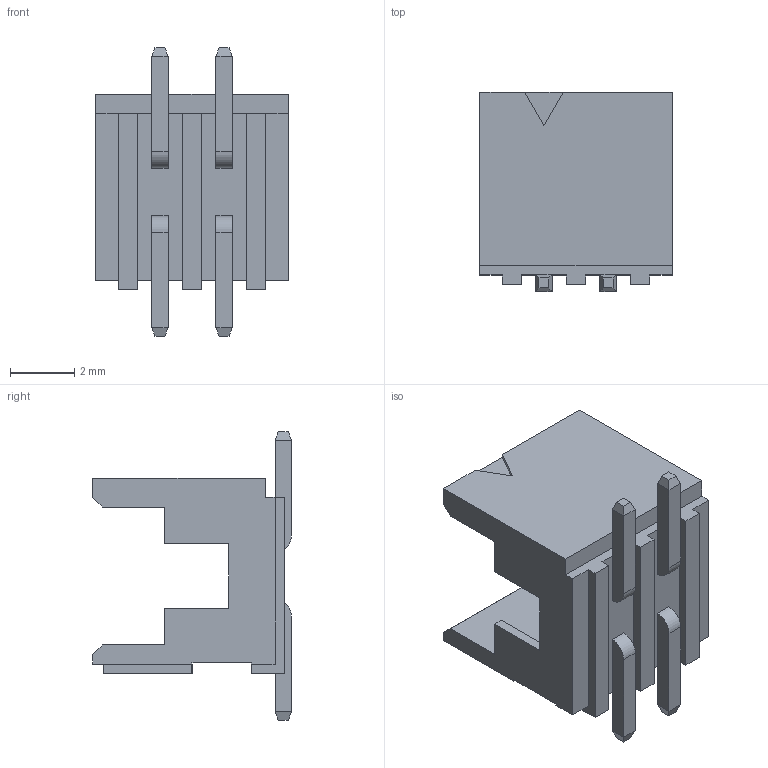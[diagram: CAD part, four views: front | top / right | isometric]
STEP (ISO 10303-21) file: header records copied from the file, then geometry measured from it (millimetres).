
FILE_DESCRIPTION (( 'STEP AP214' ), '1' );
FILE_NAME ('98424-S52-04LF.STEP', '2023-05-02T17:12:38', ( '' ), ( '' ), 'SwSTEP 2.0', 'SolidWorks 2021', '' );
FILE_SCHEMA (( 'AUTOMOTIVE_DESIGN' ));
Length unit declared in the file: millimetre
Products named in the file (4): B^Assem 98424 add; 98424_04; 98424-S52-04LF; A^Assem 98424 add
Assembly tree (5 placements, depth 2):
  98424-S52-04LF
    98424_04
    A^Assem 98424 add  x2
    B^Assem 98424 add  x2
Bounding box: 6 x 6.2 x 9 mm (x, y, z)
Volume: 96.9 mm3; surface area: 282.9 mm2
Topology: 5 solids, 5 shells, 99 faces, 251 edges, 162 vertices
Faces by surface type: plane 95, cylinder 4
Entity records: 2575 total; most frequent: CARTESIAN_POINT 436, ORIENTED_EDGE 422, DIRECTION 389, EDGE_CURVE 211, LINE 207, VECTOR 207, VERTEX_POINT 138, AXIS2_PLACEMENT_3D 91
